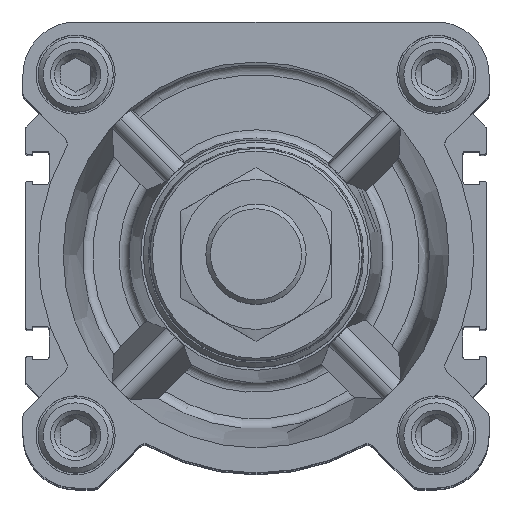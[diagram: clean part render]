
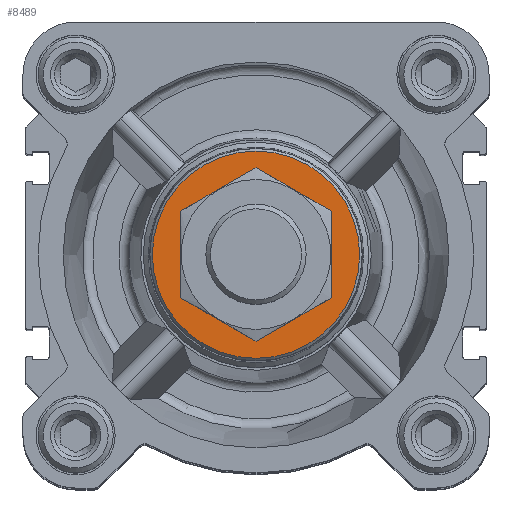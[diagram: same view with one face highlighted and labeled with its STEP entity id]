
A CAD part, top view. The second image highlights one B-rep face of the part: STEP entity #8489.
In plain terms, the highlighted planar face has unit normal (0, 0, 1).
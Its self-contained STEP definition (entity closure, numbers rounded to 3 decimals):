
#1544=PLANE('',#9352);
#1955=CIRCLE('',#9353,20.686);
#1956=CIRCLE('',#9354,12.5);
#3878=ORIENTED_EDGE('',*,*,#5429,.F.);
#3879=ORIENTED_EDGE('',*,*,#5430,.T.);
#5429=EDGE_CURVE('',#6350,#6350,#1955,.T.);
#5430=EDGE_CURVE('',#6351,#6351,#1956,.T.);
#6350=VERTEX_POINT('',#14503);
#6351=VERTEX_POINT('',#14505);
#7056=EDGE_LOOP('',(#3878));
#7057=EDGE_LOOP('',(#3879));
#7695=FACE_BOUND('',#7056,.T.);
#7696=FACE_BOUND('',#7057,.T.);
#8489=ADVANCED_FACE('',(#7695,#7696),#1544,.F.);
#9352=AXIS2_PLACEMENT_3D('',#14501,#11427,#11428);
#9353=AXIS2_PLACEMENT_3D('',#14502,#11429,#11430);
#9354=AXIS2_PLACEMENT_3D('',#14504,#11431,#11432);
#11427=DIRECTION('',(0.,0.,-1.));
#11428=DIRECTION('',(-1.,0.,0.));
#11429=DIRECTION('',(0.,0.,-1.));
#11430=DIRECTION('',(-1.,0.,0.));
#11431=DIRECTION('',(0.,0.,-1.));
#11432=DIRECTION('',(-1.,0.,0.));
#14501=CARTESIAN_POINT('',(0.,0.,34.2));
#14502=CARTESIAN_POINT('',(0.,0.,34.2));
#14503=CARTESIAN_POINT('',(-20.686,0.,34.2));
#14504=CARTESIAN_POINT('',(0.,0.,34.2));
#14505=CARTESIAN_POINT('',(-12.5,0.,34.2));
